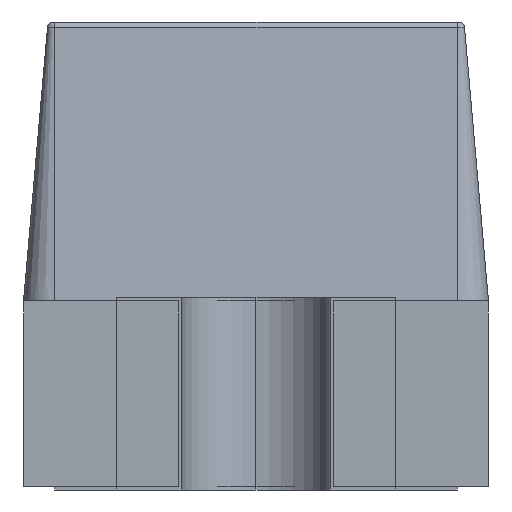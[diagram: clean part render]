
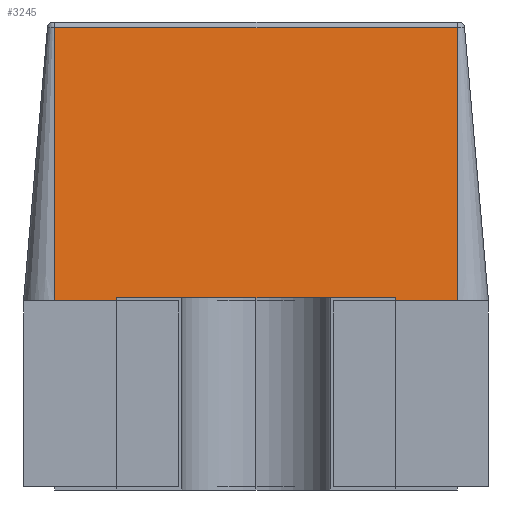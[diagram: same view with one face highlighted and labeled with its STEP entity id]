
A CAD part, left-side view. The second image highlights one B-rep face of the part: STEP entity #3245.
In plain terms, the highlighted planar face has unit normal (-0.996, 0, 0.087).
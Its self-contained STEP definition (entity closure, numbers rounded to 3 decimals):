
#383 = DIRECTION ( 'NONE',  ( 0., -1., 0. ) ) ;
#561 = EDGE_LOOP ( 'NONE', ( #6747, #3335, #3463, #6666 ) ) ;
#696 = VECTOR ( 'NONE', #6711, 1000. ) ;
#1053 = AXIS2_PLACEMENT_3D ( 'NONE', #6940, #3399, #5154 ) ;
#1376 = EDGE_CURVE ( 'NONE', #7589, #7678, #4588, .T. ) ;
#1472 = CARTESIAN_POINT ( 'NONE',  ( -1., -0.65, 0.6 ) ) ;
#1575 = LINE ( 'NONE', #5586, #7109 ) ;
#1588 = VERTEX_POINT ( 'NONE', #5455 ) ;
#1706 = LINE ( 'NONE', #2473, #3086 ) ;
#1851 = VECTOR ( 'NONE', #383, 1000. ) ;
#2123 = CARTESIAN_POINT ( 'NONE',  ( -0.923, -0.65, 1.482 ) ) ;
#2191 = CARTESIAN_POINT ( 'NONE',  ( -0.923, 0.65, 1.482 ) ) ;
#2473 = CARTESIAN_POINT ( 'NONE',  ( -1., 0.65, 0.6 ) ) ;
#2827 = PLANE ( 'NONE',  #1053 ) ;
#3086 = VECTOR ( 'NONE', #3594, 1000. ) ;
#3245 = ADVANCED_FACE ( 'NONE', ( #3401 ), #2827, .T. ) ;
#3335 = ORIENTED_EDGE ( 'NONE', *, *, #5935, .T. ) ;
#3399 = DIRECTION ( 'NONE',  ( -0.996, 0., 0.087 ) ) ;
#3401 = FACE_OUTER_BOUND ( 'NONE', #561, .T. ) ;
#3463 = ORIENTED_EDGE ( 'NONE', *, *, #7462, .T. ) ;
#3594 = DIRECTION ( 'NONE',  ( -0.087, 0., -0.996 ) ) ;
#4023 = CARTESIAN_POINT ( 'NONE',  ( -1., 0.65, 0.6 ) ) ;
#4310 = DIRECTION ( 'NONE',  ( 0., 1., 0. ) ) ;
#4495 = EDGE_CURVE ( 'NONE', #1588, #7678, #6412, .T. ) ;
#4588 = LINE ( 'NONE', #1472, #696 ) ;
#5154 = DIRECTION ( 'NONE',  ( 0.087, 0., 0.996 ) ) ;
#5455 = CARTESIAN_POINT ( 'NONE',  ( -1., 0.65, 0.6 ) ) ;
#5586 = CARTESIAN_POINT ( 'NONE',  ( -0.923, 0.65, 1.482 ) ) ;
#5935 = EDGE_CURVE ( 'NONE', #7589, #7242, #1575, .T. ) ;
#6256 = CARTESIAN_POINT ( 'NONE',  ( -1., -0.65, 0.6 ) ) ;
#6412 = LINE ( 'NONE', #4023, #1851 ) ;
#6666 = ORIENTED_EDGE ( 'NONE', *, *, #4495, .T. ) ;
#6711 = DIRECTION ( 'NONE',  ( -0.087, 0., -0.996 ) ) ;
#6747 = ORIENTED_EDGE ( 'NONE', *, *, #1376, .F. ) ;
#6940 = CARTESIAN_POINT ( 'NONE',  ( -1., 0.65, 0.6 ) ) ;
#7109 = VECTOR ( 'NONE', #4310, 1000. ) ;
#7242 = VERTEX_POINT ( 'NONE', #2191 ) ;
#7462 = EDGE_CURVE ( 'NONE', #7242, #1588, #1706, .T. ) ;
#7589 = VERTEX_POINT ( 'NONE', #2123 ) ;
#7678 = VERTEX_POINT ( 'NONE', #6256 ) ;
